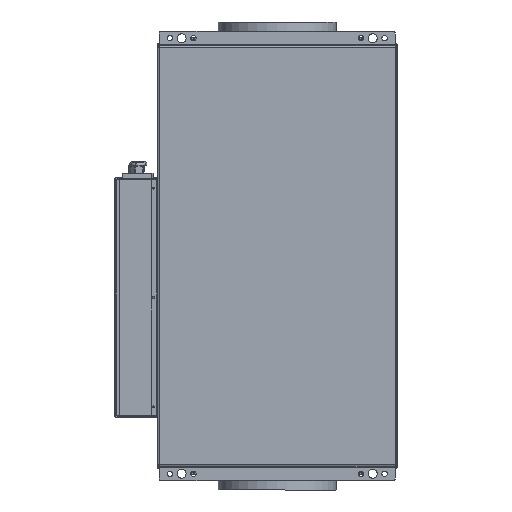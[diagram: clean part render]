
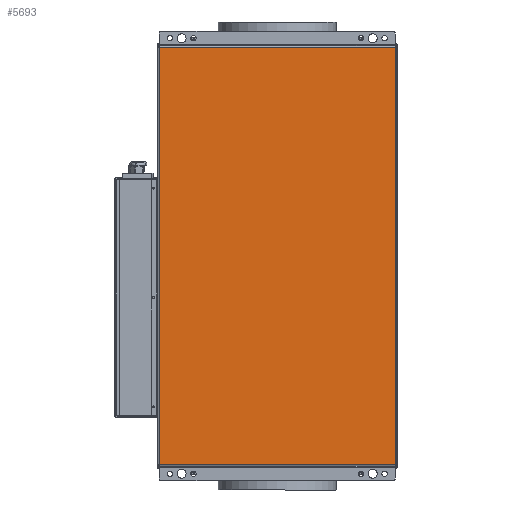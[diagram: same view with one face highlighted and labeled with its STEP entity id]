
A CAD part, front view. The second image highlights one B-rep face of the part: STEP entity #5693.
In plain terms, the highlighted planar face has unit normal (0, -1, 0).
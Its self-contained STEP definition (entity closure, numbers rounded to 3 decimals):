
#195 = DIRECTION ( 'NONE',  ( 1., 0., 0. ) ) ;
#215 = CARTESIAN_POINT ( 'NONE',  ( -198.901, -173.65, -353. ) ) ;
#237 = CARTESIAN_POINT ( 'NONE',  ( 200.099, -173.65, 353. ) ) ;
#238 = DIRECTION ( 'NONE',  ( -1., 0., 0. ) ) ;
#2477 = CARTESIAN_POINT ( 'NONE',  ( -198.901, -173.65, 353. ) ) ;
#2493 = CARTESIAN_POINT ( 'NONE',  ( 200.099, -173.65, -353. ) ) ;
#2499 = CARTESIAN_POINT ( 'NONE',  ( 200.099, -173.65, 353. ) ) ;
#3885 = CARTESIAN_POINT ( 'NONE',  ( -200.901, -173.65, 355. ) ) ;
#3888 = PLANE ( 'NONE',  #7438 ) ;
#3890 = DIRECTION ( 'NONE',  ( 0., -1., 0. ) ) ;
#3891 = DIRECTION ( 'NONE',  ( 0., 0., -1. ) ) ;
#5693 = ADVANCED_FACE ( 'NONE', ( #35631 ), #3888, .T. ) ;
#6553 = LINE ( 'NONE', #215, #6559 ) ;
#6559 = VECTOR ( 'NONE', #195, 1000. ) ;
#6569 = LINE ( 'NONE', #237, #6572 ) ;
#6572 = VECTOR ( 'NONE', #238, 1000. ) ;
#7438 = AXIS2_PLACEMENT_3D ( 'NONE', #3885, #3890, #3891 ) ;
#9436 = CARTESIAN_POINT ( 'NONE',  ( -198.901, -173.65, -355. ) ) ;
#9437 = DIRECTION ( 'NONE',  ( 0., 0., -1. ) ) ;
#9488 = CARTESIAN_POINT ( 'NONE',  ( 200.099, -173.65, 355. ) ) ;
#9489 = DIRECTION ( 'NONE',  ( 0., 0., 1. ) ) ;
#10653 = LINE ( 'NONE', #9436, #10655 ) ;
#10655 = VECTOR ( 'NONE', #9437, 1000. ) ;
#10671 = LINE ( 'NONE', #9488, #10673 ) ;
#10673 = VECTOR ( 'NONE', #9489, 1000. ) ;
#12366 = EDGE_CURVE ( 'NONE', #30808, #14233, #10653, .T. ) ;
#12379 = EDGE_CURVE ( 'NONE', #30824, #30830, #10671, .T. ) ;
#14233 = VERTEX_POINT ( 'NONE', #18643 ) ;
#14241 = ORIENTED_EDGE ( 'NONE', *, *, #12366, .T. ) ;
#14242 = ORIENTED_EDGE ( 'NONE', *, *, #36914, .T. ) ;
#14243 = ORIENTED_EDGE ( 'NONE', *, *, #12379, .T. ) ;
#14244 = ORIENTED_EDGE ( 'NONE', *, *, #36922, .T. ) ;
#18247 = EDGE_LOOP ( 'NONE', ( #14241, #14242, #14243, #14244 ) ) ;
#18643 = CARTESIAN_POINT ( 'NONE',  ( -198.901, -173.65, -353. ) ) ;
#30808 = VERTEX_POINT ( 'NONE', #2477 ) ;
#30824 = VERTEX_POINT ( 'NONE', #2493 ) ;
#30830 = VERTEX_POINT ( 'NONE', #2499 ) ;
#35631 = FACE_OUTER_BOUND ( 'NONE', #18247, .T. ) ;
#36914 = EDGE_CURVE ( 'NONE', #14233, #30824, #6553, .T. ) ;
#36922 = EDGE_CURVE ( 'NONE', #30830, #30808, #6569, .T. ) ;
